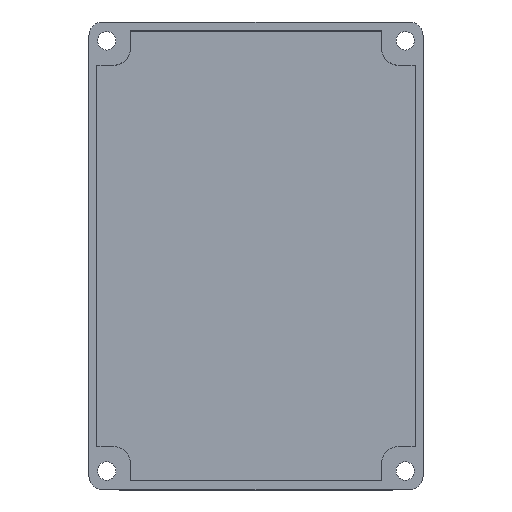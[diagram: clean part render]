
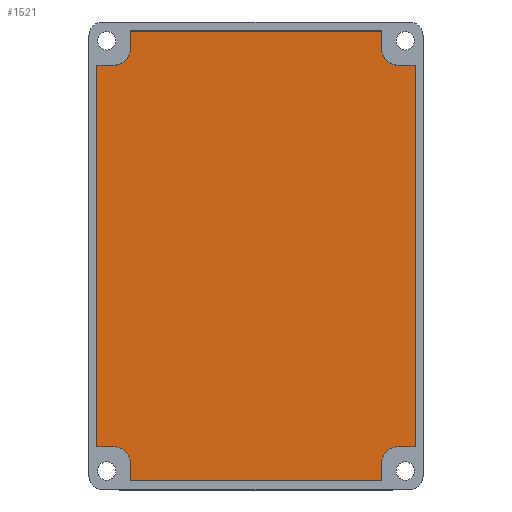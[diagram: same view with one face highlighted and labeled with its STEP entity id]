
A CAD part, top view. The second image highlights one B-rep face of the part: STEP entity #1521.
In plain terms, the highlighted planar face has unit normal (0, 0, 1).
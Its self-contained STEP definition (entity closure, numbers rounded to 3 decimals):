
#131=FACE_OUTER_BOUND('',#231,.T.);
#231=EDGE_LOOP('',(#1359,#1360,#1361,#1362,#1363,#1364,#1365,#1366,#1367,
#1368,#1369,#1370,#1371,#1372,#1373,#1374));
#281=CIRCLE('',#1639,6.375);
#282=CIRCLE('',#1644,6.375);
#283=CIRCLE('',#1649,6.375);
#284=CIRCLE('',#1654,6.375);
#420=LINE('',#2434,#586);
#422=LINE('',#2438,#588);
#425=LINE('',#2446,#591);
#427=LINE('',#2450,#593);
#429=LINE('',#2454,#595);
#432=LINE('',#2462,#598);
#434=LINE('',#2466,#600);
#436=LINE('',#2470,#602);
#439=LINE('',#2478,#605);
#441=LINE('',#2482,#607);
#443=LINE('',#2486,#609);
#446=LINE('',#2493,#612);
#586=VECTOR('',#1991,1000.);
#588=VECTOR('',#1995,1000.);
#591=VECTOR('',#2004,1000.);
#593=VECTOR('',#2008,1000.);
#595=VECTOR('',#2012,1000.);
#598=VECTOR('',#2021,1000.);
#600=VECTOR('',#2025,1000.);
#602=VECTOR('',#2029,1000.);
#605=VECTOR('',#2038,1000.);
#607=VECTOR('',#2042,1000.);
#609=VECTOR('',#2046,1000.);
#612=VECTOR('',#2055,1000.);
#745=VERTEX_POINT('',#2431);
#746=VERTEX_POINT('',#2433);
#747=VERTEX_POINT('',#2437);
#748=VERTEX_POINT('',#2441);
#749=VERTEX_POINT('',#2445);
#750=VERTEX_POINT('',#2449);
#751=VERTEX_POINT('',#2453);
#752=VERTEX_POINT('',#2457);
#753=VERTEX_POINT('',#2461);
#754=VERTEX_POINT('',#2465);
#755=VERTEX_POINT('',#2469);
#756=VERTEX_POINT('',#2473);
#757=VERTEX_POINT('',#2477);
#758=VERTEX_POINT('',#2481);
#759=VERTEX_POINT('',#2485);
#760=VERTEX_POINT('',#2489);
#940=EDGE_CURVE('',#746,#745,#420,.T.);
#942=EDGE_CURVE('',#747,#746,#422,.T.);
#944=EDGE_CURVE('',#748,#747,#281,.T.);
#946=EDGE_CURVE('',#749,#748,#425,.T.);
#948=EDGE_CURVE('',#750,#749,#427,.T.);
#950=EDGE_CURVE('',#751,#750,#429,.T.);
#952=EDGE_CURVE('',#752,#751,#282,.T.);
#954=EDGE_CURVE('',#753,#752,#432,.T.);
#956=EDGE_CURVE('',#754,#753,#434,.T.);
#958=EDGE_CURVE('',#755,#754,#436,.T.);
#960=EDGE_CURVE('',#756,#755,#283,.T.);
#962=EDGE_CURVE('',#757,#756,#439,.T.);
#964=EDGE_CURVE('',#758,#757,#441,.T.);
#966=EDGE_CURVE('',#759,#758,#443,.T.);
#968=EDGE_CURVE('',#760,#759,#284,.T.);
#970=EDGE_CURVE('',#745,#760,#446,.T.);
#1359=ORIENTED_EDGE('',*,*,#940,.T.);
#1360=ORIENTED_EDGE('',*,*,#970,.T.);
#1361=ORIENTED_EDGE('',*,*,#968,.T.);
#1362=ORIENTED_EDGE('',*,*,#966,.T.);
#1363=ORIENTED_EDGE('',*,*,#964,.T.);
#1364=ORIENTED_EDGE('',*,*,#962,.T.);
#1365=ORIENTED_EDGE('',*,*,#960,.T.);
#1366=ORIENTED_EDGE('',*,*,#958,.T.);
#1367=ORIENTED_EDGE('',*,*,#956,.T.);
#1368=ORIENTED_EDGE('',*,*,#954,.T.);
#1369=ORIENTED_EDGE('',*,*,#952,.T.);
#1370=ORIENTED_EDGE('',*,*,#950,.T.);
#1371=ORIENTED_EDGE('',*,*,#948,.T.);
#1372=ORIENTED_EDGE('',*,*,#946,.T.);
#1373=ORIENTED_EDGE('',*,*,#944,.T.);
#1374=ORIENTED_EDGE('',*,*,#942,.T.);
#1448=PLANE('',#1656);
#1521=ADVANCED_FACE('',(#131),#1448,.T.);
#1639=AXIS2_PLACEMENT_3D('',#2442,#1999,#2000);
#1644=AXIS2_PLACEMENT_3D('',#2458,#2016,#2017);
#1649=AXIS2_PLACEMENT_3D('',#2474,#2033,#2034);
#1654=AXIS2_PLACEMENT_3D('',#2490,#2050,#2051);
#1656=AXIS2_PLACEMENT_3D('',#2494,#2056,#2057);
#1991=DIRECTION('',(-1.,0.,0.));
#1995=DIRECTION('',(0.,1.,0.));
#1999=DIRECTION('center_axis',(0.,0.,-1.));
#2000=DIRECTION('ref_axis',(1.,0.,0.));
#2004=DIRECTION('',(-1.,0.,0.));
#2008=DIRECTION('',(0.,1.,0.));
#2012=DIRECTION('',(1.,0.,0.));
#2016=DIRECTION('center_axis',(0.,0.,-1.));
#2017=DIRECTION('ref_axis',(1.,0.,0.));
#2021=DIRECTION('',(0.,1.,0.));
#2025=DIRECTION('',(1.,0.,0.));
#2029=DIRECTION('',(0.,-1.,0.));
#2033=DIRECTION('center_axis',(0.,0.,-1.));
#2034=DIRECTION('ref_axis',(1.,0.,0.));
#2038=DIRECTION('',(1.,0.,0.));
#2042=DIRECTION('',(0.,-1.,0.));
#2046=DIRECTION('',(-1.,0.,0.));
#2050=DIRECTION('center_axis',(0.,0.,-1.));
#2051=DIRECTION('ref_axis',(1.,0.,0.));
#2055=DIRECTION('',(0.,-1.,0.));
#2056=DIRECTION('center_axis',(0.,0.,1.));
#2057=DIRECTION('ref_axis',(1.,0.,0.));
#2431=CARTESIAN_POINT('',(-47.75,85.5,2.8));
#2433=CARTESIAN_POINT('',(47.75,85.5,2.8));
#2434=CARTESIAN_POINT('',(47.75,85.5,2.8));
#2437=CARTESIAN_POINT('',(47.75,78.875,2.8));
#2438=CARTESIAN_POINT('',(47.75,78.875,2.8));
#2441=CARTESIAN_POINT('',(54.125,72.5,2.8));
#2442=CARTESIAN_POINT('Origin',(54.125,78.875,2.8));
#2445=CARTESIAN_POINT('',(60.5,72.5,2.8));
#2446=CARTESIAN_POINT('',(60.5,72.5,2.8));
#2449=CARTESIAN_POINT('',(60.5,-72.5,2.8));
#2450=CARTESIAN_POINT('',(60.5,-72.5,2.8));
#2453=CARTESIAN_POINT('',(54.125,-72.5,2.8));
#2454=CARTESIAN_POINT('',(54.125,-72.5,2.8));
#2457=CARTESIAN_POINT('',(47.75,-78.875,2.8));
#2458=CARTESIAN_POINT('Origin',(54.125,-78.875,2.8));
#2461=CARTESIAN_POINT('',(47.75,-85.5,2.8));
#2462=CARTESIAN_POINT('',(47.75,-85.5,2.8));
#2465=CARTESIAN_POINT('',(-47.75,-85.5,2.8));
#2466=CARTESIAN_POINT('',(-47.75,-85.5,2.8));
#2469=CARTESIAN_POINT('',(-47.75,-78.875,2.8));
#2470=CARTESIAN_POINT('',(-47.75,-78.875,2.8));
#2473=CARTESIAN_POINT('',(-54.125,-72.5,2.8));
#2474=CARTESIAN_POINT('Origin',(-54.125,-78.875,2.8));
#2477=CARTESIAN_POINT('',(-60.5,-72.5,2.8));
#2478=CARTESIAN_POINT('',(-60.5,-72.5,2.8));
#2481=CARTESIAN_POINT('',(-60.5,72.5,2.8));
#2482=CARTESIAN_POINT('',(-60.5,72.5,2.8));
#2485=CARTESIAN_POINT('',(-54.125,72.5,2.8));
#2486=CARTESIAN_POINT('',(-54.125,72.5,2.8));
#2489=CARTESIAN_POINT('',(-47.75,78.875,2.8));
#2490=CARTESIAN_POINT('Origin',(-54.125,78.875,2.8));
#2493=CARTESIAN_POINT('',(-47.75,85.5,2.8));
#2494=CARTESIAN_POINT('Origin',(-54.125,78.875,2.8));
